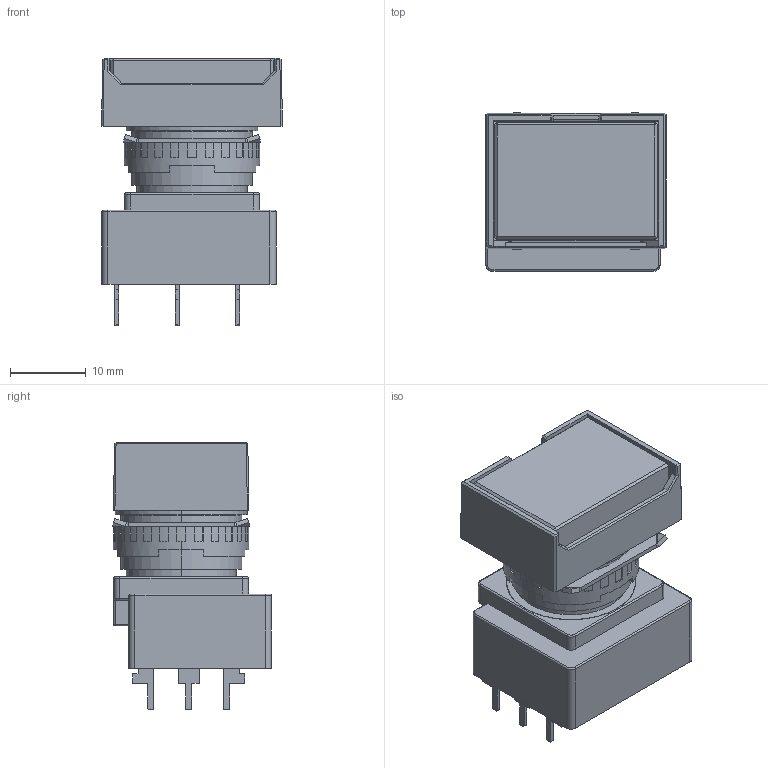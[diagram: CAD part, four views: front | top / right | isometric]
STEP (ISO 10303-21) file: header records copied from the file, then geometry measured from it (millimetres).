
FILE_DESCRIPTION (( 'STEP AP214' ), '1' );
FILE_NAME ('34_LB4B-[M][A]1T[3][7]V$.STEP', '2020-09-25T00:18:38', ( 'IDEC' ), ( 'IDEC' ), 'SwSTEP 2.0', 'SolidWorks 2019', '' );
FILE_SCHEMA (( 'AUTOMOTIVE_DESIGN' ));
Length unit declared in the file: millimetre
Products named in the file (5): LB-OPERATOR-H; 34_LB4B-[M][A]1T[3][7]V$; LB-T3V; LB-BODY-G; LB-NUT-SET
Assembly tree (4 placements, depth 2):
  34_LB4B-[M][A]1T[3][7]V$
    LB-BODY-G
    LB-OPERATOR-H
    LB-T3V
    LB-NUT-SET
Bounding box: 23.9 x 20.93 x 35.4 mm (x, y, z)
Volume: 9634.6 mm3; surface area: 6624.2 mm2
Topology: 4 solids, 4 shells, 457 faces, 1192 edges, 752 vertices
Faces by surface type: plane 308, cylinder 123, bspline 24, cone 2
Entity records: 15925 total; most frequent: CARTESIAN_POINT 3043, ORIENTED_EDGE 2372, DIRECTION 2286, EDGE_CURVE 1186, LINE 852, VECTOR 852, VERTEX_POINT 752, AXIS2_PLACEMENT_3D 717
